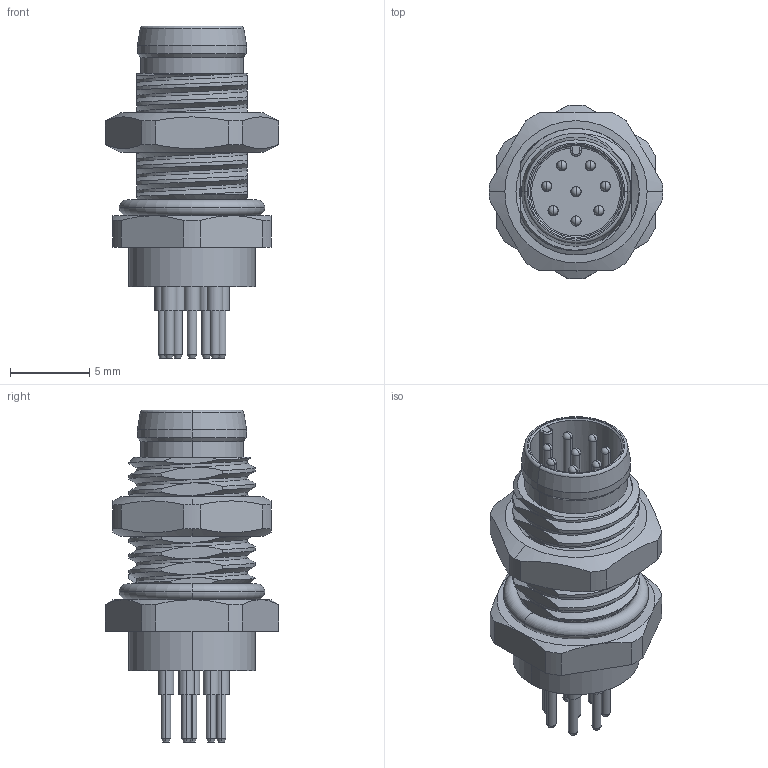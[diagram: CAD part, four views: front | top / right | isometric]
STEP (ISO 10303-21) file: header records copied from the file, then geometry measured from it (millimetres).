
FILE_DESCRIPTION((''),'2;1');
FILE_NAME('PRT000122388','2025-09-23T',('gongcheng16'),(''),'PRO/ENGINEER BY PARAMETRIC TECHNOLOGY CORPORATION, 2010280','PRO/ENGINEER BY PARAMETRIC TECHNOLOGY CORPORATION, 2010280','');
FILE_SCHEMA(('CONFIG_CONTROL_DESIGN'));
Length unit declared in the file: millimetre
Products named in the file (1): PRT000122388
Bounding box: 11 x 10.99 x 21 mm (x, y, z)
Volume: 233.6 mm3; surface area: 2473.6 mm2
Topology: 1 solids, 13 shells, 551 faces, 1229 edges, 749 vertices
Faces by surface type: cylinder 225, plane 149, cone 106, bspline 43, sphere 16, torus 12
Entity records: 23210 total; most frequent: CARTESIAN_POINT 11086, DIRECTION 2574, ORIENTED_EDGE 2426, EDGE_CURVE 1213, AXIS2_PLACEMENT_3D 1058, VERTEX_POINT 749, EDGE_LOOP 634, FACE_OUTER_BOUND 551
